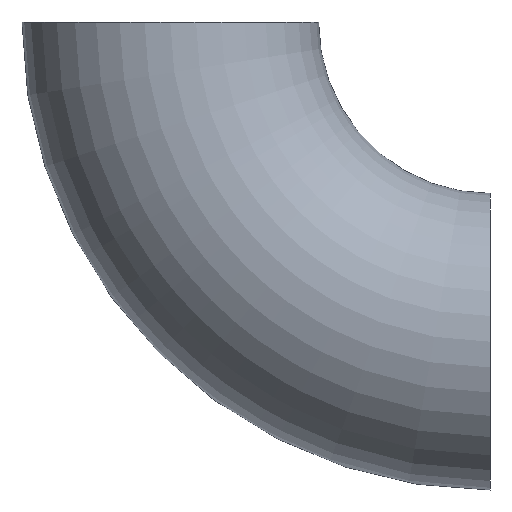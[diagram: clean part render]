
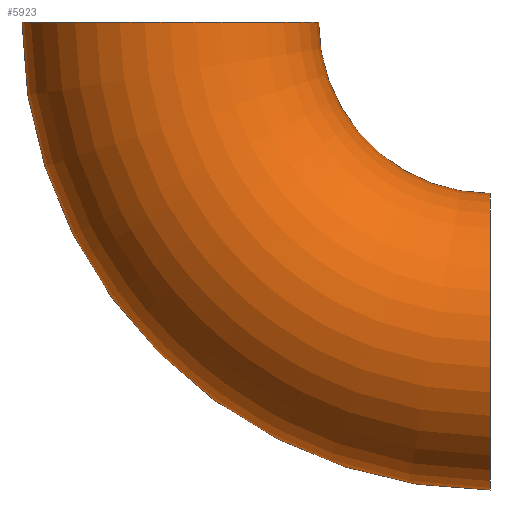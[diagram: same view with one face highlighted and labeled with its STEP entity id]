
A CAD part, left-side view. The second image highlights one B-rep face of the part: STEP entity #5923.
In plain terms, the highlighted toroidal (fillet/blend) face has major radius 29 mm and minor radius 13.45 mm.
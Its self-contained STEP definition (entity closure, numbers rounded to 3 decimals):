
#639 = VERTEX_POINT ( 'NONE', #5416 ) ;
#808 = DIRECTION ( 'NONE',  ( 0., 1., 0. ) ) ;
#875 = DIRECTION ( 'NONE',  ( 0., -1., 0. ) ) ;
#1426 = AXIS2_PLACEMENT_3D ( 'NONE', #4236, #5038, #3226 ) ;
#1531 = CARTESIAN_POINT ( 'NONE',  ( 0., 0., -42.45 ) ) ;
#1772 = DIRECTION ( 'NONE',  ( -1., 0., 0. ) ) ;
#1826 = AXIS2_PLACEMENT_3D ( 'NONE', #3762, #6430, #9893 ) ;
#1989 = EDGE_CURVE ( 'NONE', #11309, #639, #11345, .T. ) ;
#2309 = ORIENTED_EDGE ( 'NONE', *, *, #2491, .T. ) ;
#2491 = EDGE_CURVE ( 'NONE', #5471, #4699, #3411, .T. ) ;
#2917 = ORIENTED_EDGE ( 'NONE', *, *, #1989, .F. ) ;
#3226 = DIRECTION ( 'NONE',  ( 0., 0., 1. ) ) ;
#3411 = CIRCLE ( 'NONE', #9747, 42.45 ) ;
#3762 = CARTESIAN_POINT ( 'NONE',  ( 0., 0., 0. ) ) ;
#3810 = CARTESIAN_POINT ( 'NONE',  ( 0., 42.45, 0. ) ) ;
#3963 = AXIS2_PLACEMENT_3D ( 'NONE', #10626, #11529, #875 ) ;
#4194 = CIRCLE ( 'NONE', #3963, 13.45 ) ;
#4236 = CARTESIAN_POINT ( 'NONE',  ( 0., 0., 0. ) ) ;
#4357 = FACE_OUTER_BOUND ( 'NONE', #8525, .T. ) ;
#4372 = DIRECTION ( 'NONE',  ( 0., 0., 1. ) ) ;
#4482 = CIRCLE ( 'NONE', #9761, 13.45 ) ;
#4532 = ORIENTED_EDGE ( 'NONE', *, *, #9905, .F. ) ;
#4699 = VERTEX_POINT ( 'NONE', #1531 ) ;
#4764 = TOROIDAL_SURFACE ( 'NONE', #1826, 29., 13.45 ) ;
#5038 = DIRECTION ( 'NONE',  ( -1., 0., 0. ) ) ;
#5416 = CARTESIAN_POINT ( 'NONE',  ( 0., 0., -15.55 ) ) ;
#5471 = VERTEX_POINT ( 'NONE', #3810 ) ;
#5923 = ADVANCED_FACE ( 'NONE', ( #4357 ), #4764, .T. ) ;
#6174 = CARTESIAN_POINT ( 'NONE',  ( 0., 0., -29. ) ) ;
#6204 = DIRECTION ( 'NONE',  ( 0., 0., 1. ) ) ;
#6359 = ORIENTED_EDGE ( 'NONE', *, *, #7162, .T. ) ;
#6430 = DIRECTION ( 'NONE',  ( -1., 0., 0. ) ) ;
#7059 = CARTESIAN_POINT ( 'NONE',  ( 0., 0., 0. ) ) ;
#7162 = EDGE_CURVE ( 'NONE', #4699, #639, #4482, .T. ) ;
#8525 = EDGE_LOOP ( 'NONE', ( #4532, #2309, #6359, #2917 ) ) ;
#9747 = AXIS2_PLACEMENT_3D ( 'NONE', #7059, #1772, #6204 ) ;
#9761 = AXIS2_PLACEMENT_3D ( 'NONE', #6174, #808, #4372 ) ;
#9893 = DIRECTION ( 'NONE',  ( 0., 0., 1. ) ) ;
#9905 = EDGE_CURVE ( 'NONE', #5471, #11309, #4194, .T. ) ;
#10626 = CARTESIAN_POINT ( 'NONE',  ( 0., 29., 0. ) ) ;
#11121 = CARTESIAN_POINT ( 'NONE',  ( 0., 15.55, 0. ) ) ;
#11309 = VERTEX_POINT ( 'NONE', #11121 ) ;
#11345 = CIRCLE ( 'NONE', #1426, 15.55 ) ;
#11529 = DIRECTION ( 'NONE',  ( 0., 0., 1. ) ) ;
